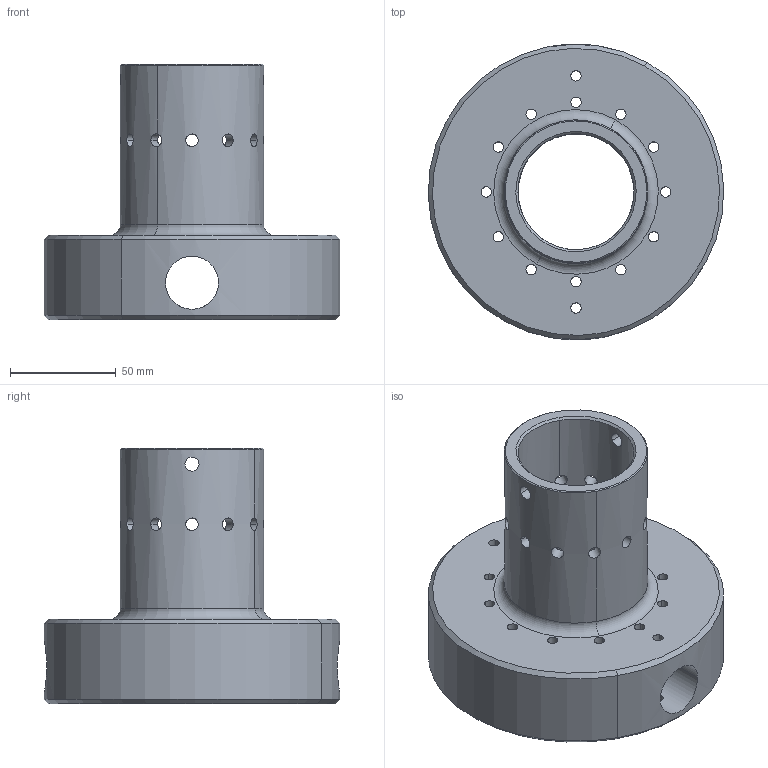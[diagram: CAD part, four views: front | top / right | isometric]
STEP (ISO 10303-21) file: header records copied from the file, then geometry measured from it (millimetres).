
FILE_DESCRIPTION(('CATIA V5 STEP Exchange'),'2;1');
FILE_NAME('EOLX1.1-D-310-001_A.stp','2020-01-30T22:08:54+00:00',('none'),('none'),'CATIA Version 5 Release 21 GA (IN-10)','CATIA V5 STEP AP203','none');
FILE_SCHEMA(('CONFIG_CONTROL_DESIGN'));
Length unit declared in the file: millimetre
Products named in the file (1): EOLX1.1-D-310-001_A
Bounding box: 139.96 x 140 x 121 mm (x, y, z)
Volume: 567778.8 mm3; surface area: 92284.5 mm2
Topology: 1 solids, 1 shells, 89 faces, 258 edges, 168 vertices
Faces by surface type: cylinder 74, cone 10, plane 3, torus 2
Entity records: 3545 total; most frequent: CARTESIAN_POINT 1395, ORIENTED_EDGE 516, EDGE_CURVE 258, DIRECTION 250, VERTEX_POINT 168, EDGE_LOOP 156, AXIS2_PLACEMENT_3D 123, ADVANCED_FACE 89
